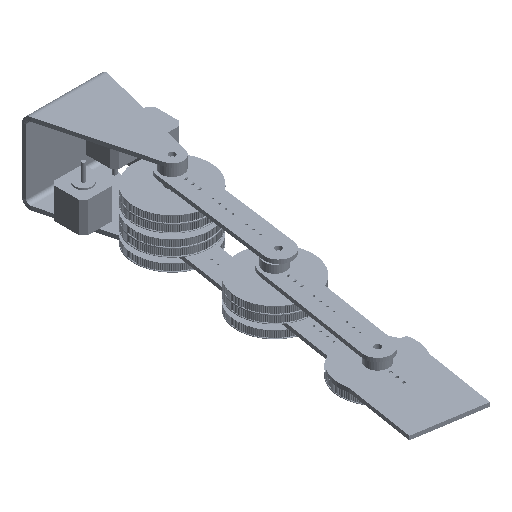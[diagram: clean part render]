
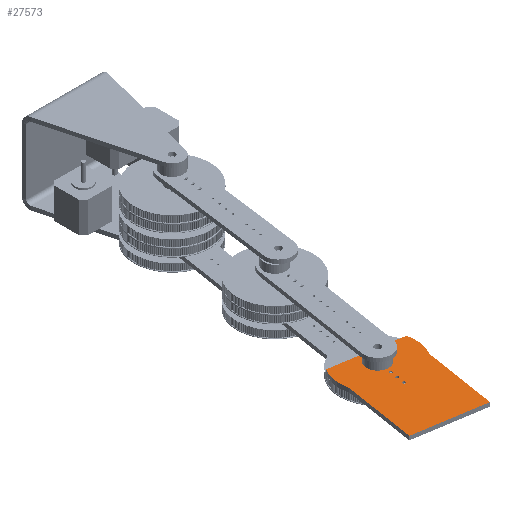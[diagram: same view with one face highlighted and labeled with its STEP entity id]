
A CAD part, isometric view. The second image highlights one B-rep face of the part: STEP entity #27573.
In plain terms, the highlighted planar face has unit normal (0, 0, 1).
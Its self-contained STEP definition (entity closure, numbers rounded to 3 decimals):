
#1313=LINE('',#51406,#2478);
#1318=LINE('',#51420,#2483);
#1321=LINE('',#51426,#2486);
#1324=LINE('',#51432,#2489);
#2478=VECTOR('',#43268,10.);
#2483=VECTOR('',#43281,10.);
#2486=VECTOR('',#43286,10.);
#2489=VECTOR('',#43291,10.);
#3582=FACE_BOUND('',#7601,.T.);
#3583=FACE_BOUND('',#7602,.T.);
#3584=FACE_BOUND('',#7603,.T.);
#3585=FACE_BOUND('',#7604,.T.);
#5549=FACE_OUTER_BOUND('',#7600,.T.);
#7600=EDGE_LOOP('',(#24372,#24373,#24374,#24375,#24376,#24377));
#7601=EDGE_LOOP('',(#24378));
#7602=EDGE_LOOP('',(#24379));
#7603=EDGE_LOOP('',(#24380));
#7604=EDGE_LOOP('',(#24381));
#10477=CIRCLE('',#32513,1.75);
#10481=CIRCLE('',#32520,1.75);
#10485=CIRCLE('',#32527,1.75);
#10488=CIRCLE('',#32532,11.);
#10489=CIRCLE('',#32535,47.993);
#10491=CIRCLE('',#32541,47.991);
#12470=VERTEX_POINT('',#51364);
#12474=VERTEX_POINT('',#51377);
#12478=VERTEX_POINT('',#51390);
#12481=VERTEX_POINT('',#51400);
#12482=VERTEX_POINT('',#51404);
#12483=VERTEX_POINT('',#51405);
#12486=VERTEX_POINT('',#51413);
#12488=VERTEX_POINT('',#51419);
#12490=VERTEX_POINT('',#51425);
#12492=VERTEX_POINT('',#51431);
#16431=EDGE_CURVE('',#12470,#12470,#10477,.T.);
#16437=EDGE_CURVE('',#12474,#12474,#10481,.T.);
#16443=EDGE_CURVE('',#12478,#12478,#10485,.T.);
#16449=EDGE_CURVE('',#12481,#12481,#10488,.T.);
#16450=EDGE_CURVE('',#12482,#12483,#1313,.T.);
#16454=EDGE_CURVE('',#12482,#12486,#10489,.T.);
#16457=EDGE_CURVE('',#12486,#12488,#1318,.T.);
#16460=EDGE_CURVE('',#12490,#12488,#1321,.T.);
#16463=EDGE_CURVE('',#12492,#12490,#1324,.T.);
#16466=EDGE_CURVE('',#12492,#12483,#10491,.T.);
#24372=ORIENTED_EDGE('',*,*,#16466,.T.);
#24373=ORIENTED_EDGE('',*,*,#16450,.F.);
#24374=ORIENTED_EDGE('',*,*,#16454,.T.);
#24375=ORIENTED_EDGE('',*,*,#16457,.T.);
#24376=ORIENTED_EDGE('',*,*,#16460,.F.);
#24377=ORIENTED_EDGE('',*,*,#16463,.F.);
#24378=ORIENTED_EDGE('',*,*,#16431,.T.);
#24379=ORIENTED_EDGE('',*,*,#16437,.T.);
#24380=ORIENTED_EDGE('',*,*,#16443,.T.);
#24381=ORIENTED_EDGE('',*,*,#16449,.T.);
#25590=PLANE('',#32543);
#27573=ADVANCED_FACE('',(#5549,#3582,#3583,#3584,#3585),#25590,.T.);
#32513=AXIS2_PLACEMENT_3D('',#51365,#43219,#43220);
#32520=AXIS2_PLACEMENT_3D('',#51378,#43235,#43236);
#32527=AXIS2_PLACEMENT_3D('',#51391,#43251,#43252);
#32532=AXIS2_PLACEMENT_3D('',#51402,#43264,#43265);
#32535=AXIS2_PLACEMENT_3D('',#51414,#43274,#43275);
#32541=AXIS2_PLACEMENT_3D('',#51437,#43296,#43297);
#32543=AXIS2_PLACEMENT_3D('',#51439,#43300,#43301);
#43219=DIRECTION('center_axis',(0.,0.,-1.));
#43220=DIRECTION('ref_axis',(1.,0.,0.));
#43235=DIRECTION('center_axis',(0.,0.,-1.));
#43236=DIRECTION('ref_axis',(1.,0.,0.));
#43251=DIRECTION('center_axis',(0.,0.,-1.));
#43252=DIRECTION('ref_axis',(1.,0.,0.));
#43264=DIRECTION('center_axis',(0.,0.,-1.));
#43265=DIRECTION('ref_axis',(1.,0.,0.));
#43268=DIRECTION('',(1.,0.,0.));
#43274=DIRECTION('center_axis',(0.,0.,1.));
#43275=DIRECTION('ref_axis',(-0.931,0.365,0.));
#43281=DIRECTION('',(0.,-1.,0.));
#43286=DIRECTION('',(-1.,0.,0.));
#43291=DIRECTION('',(0.,-1.,0.));
#43296=DIRECTION('center_axis',(0.,0.,1.));
#43297=DIRECTION('ref_axis',(0.931,-0.365,0.));
#43300=DIRECTION('center_axis',(0.,0.,1.));
#43301=DIRECTION('ref_axis',(1.,0.,0.));
#51364=CARTESIAN_POINT('',(-1.75,-20.,0.));
#51365=CARTESIAN_POINT('Origin',(0.,-20.,0.));
#51377=CARTESIAN_POINT('',(-1.75,-40.,0.));
#51378=CARTESIAN_POINT('Origin',(0.,-40.,0.));
#51390=CARTESIAN_POINT('',(-1.75,-30.,0.));
#51391=CARTESIAN_POINT('Origin',(0.,-30.,0.));
#51400=CARTESIAN_POINT('',(-11.,0.,0.));
#51402=CARTESIAN_POINT('Origin',(0.,0.,0.));
#51404=CARTESIAN_POINT('',(-44.688,17.5,0.));
#51405=CARTESIAN_POINT('',(44.688,17.5,0.));
#51406=CARTESIAN_POINT('',(-44.688,17.5,0.));
#51413=CARTESIAN_POINT('',(-44.688,-17.5,0.));
#51414=CARTESIAN_POINT('Origin',(0.,0.,
0.));
#51419=CARTESIAN_POINT('',(-44.688,-110.,0.));
#51420=CARTESIAN_POINT('',(-44.688,-17.5,0.));
#51425=CARTESIAN_POINT('',(44.688,-110.,0.));
#51426=CARTESIAN_POINT('',(44.688,-110.,0.));
#51431=CARTESIAN_POINT('',(44.688,-17.501,0.));
#51432=CARTESIAN_POINT('',(44.688,-17.501,0.));
#51437=CARTESIAN_POINT('Origin',(0.002,0.,
0.));
#51439=CARTESIAN_POINT('Origin',(0.,-46.25,0.));
